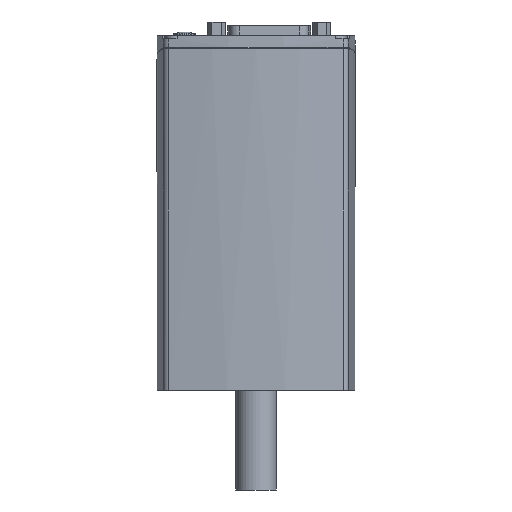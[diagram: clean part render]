
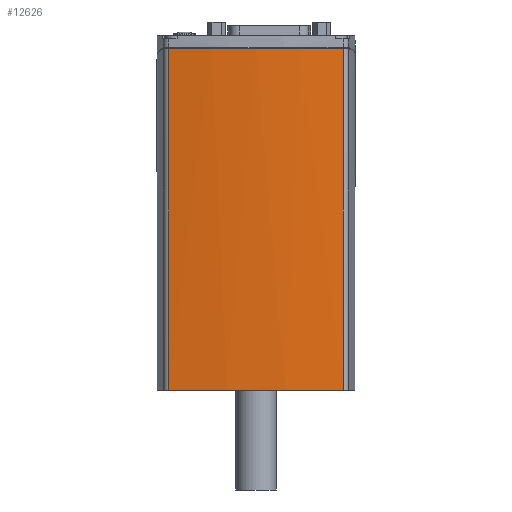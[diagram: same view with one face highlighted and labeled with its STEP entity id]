
A CAD part, left-side view. The second image highlights one B-rep face of the part: STEP entity #12626.
In plain terms, the highlighted cylindrical face has radius 170 mm (diameter 340 mm), a partial arc.
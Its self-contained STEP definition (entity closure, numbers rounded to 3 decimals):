
#239=B_SPLINE_CURVE_WITH_KNOTS('',3,(#23294,#23295,#23296,#23297,#23298,
#23299),.UNSPECIFIED.,.F.,.F.,(4,2,4),(3.561,5.341,
6.145),.UNSPECIFIED.);
#240=B_SPLINE_CURVE_WITH_KNOTS('',3,(#23301,#23302,#23303,#23304,#23305,
#23306),.UNSPECIFIED.,.F.,.F.,(4,2,4),(0.977,1.78,
3.561),.UNSPECIFIED.);
#1399=LINE('',#23399,#2411);
#1402=LINE('',#23406,#2414);
#2411=VECTOR('',#17134,10.);
#2414=VECTOR('',#17145,10.);
#2651=CYLINDRICAL_SURFACE('',#13809,170.);
#3301=FACE_OUTER_BOUND('',#4053,.T.);
#4053=EDGE_LOOP('',(#10935,#10936,#10937,#10938,#10939));
#4571=CIRCLE('',#13777,170.);
#5712=VERTEX_POINT('',#23247);
#5713=VERTEX_POINT('',#23248);
#5727=VERTEX_POINT('',#23292);
#5728=VERTEX_POINT('',#23293);
#5729=VERTEX_POINT('',#23300);
#7436=EDGE_CURVE('',#5712,#5713,#4571,.T.);
#7459=EDGE_CURVE('',#5727,#5728,#239,.T.);
#7460=EDGE_CURVE('',#5729,#5727,#240,.T.);
#7473=EDGE_CURVE('',#5712,#5729,#1399,.T.);
#7476=EDGE_CURVE('',#5713,#5728,#1402,.T.);
#10935=ORIENTED_EDGE('',*,*,#7459,.T.);
#10936=ORIENTED_EDGE('',*,*,#7476,.F.);
#10937=ORIENTED_EDGE('',*,*,#7436,.F.);
#10938=ORIENTED_EDGE('',*,*,#7473,.T.);
#10939=ORIENTED_EDGE('',*,*,#7460,.T.);
#12626=ADVANCED_FACE('',(#3301),#2651,.T.);
#13777=AXIS2_PLACEMENT_3D('',#23249,#17067,#17068);
#13809=AXIS2_PLACEMENT_3D('',#23407,#17146,#17147);
#17067=DIRECTION('center_axis',(0.,0.,
-1.));
#17068=DIRECTION('ref_axis',(1.,0.,0.));
#17134=DIRECTION('',(0.,0.,1.));
#17145=DIRECTION('',(0.,0.,1.));
#17146=DIRECTION('center_axis',(0.,0.,
1.));
#17147=DIRECTION('ref_axis',(-1.,0.,0.));
#23247=CARTESIAN_POINT('',(-29.245,-27.596,9.));
#23248=CARTESIAN_POINT('',(-29.245,27.596,9.));
#23249=CARTESIAN_POINT('Origin',(138.5,0.,
9.));
#23292=CARTESIAN_POINT('',(-31.5,0.,117.2));
#23293=CARTESIAN_POINT('',(-29.245,27.596,117.186));
#23294=CARTESIAN_POINT('Ctrl Pts',(-31.5,0.,
117.2));
#23295=CARTESIAN_POINT('Ctrl Pts',(-31.5,5.934,117.2));
#23296=CARTESIAN_POINT('Ctrl Pts',(-31.169,12.447,117.201));
#23297=CARTESIAN_POINT('Ctrl Pts',(-30.117,21.836,117.195));
#23298=CARTESIAN_POINT('Ctrl Pts',(-29.714,24.748,117.192));
#23299=CARTESIAN_POINT('Ctrl Pts',(-29.245,27.596,117.186));
#23300=CARTESIAN_POINT('',(-29.245,-27.596,117.186));
#23301=CARTESIAN_POINT('Ctrl Pts',(-29.245,-27.596,117.186));
#23302=CARTESIAN_POINT('Ctrl Pts',(-29.714,-24.748,117.192));
#23303=CARTESIAN_POINT('Ctrl Pts',(-30.117,-21.836,
117.195));
#23304=CARTESIAN_POINT('Ctrl Pts',(-31.169,-12.447,
117.201));
#23305=CARTESIAN_POINT('Ctrl Pts',(-31.5,-5.934,
117.2));
#23306=CARTESIAN_POINT('Ctrl Pts',(-31.5,0.,
117.2));
#23399=CARTESIAN_POINT('',(-29.245,-27.596,9.));
#23406=CARTESIAN_POINT('',(-29.245,27.596,9.));
#23407=CARTESIAN_POINT('Origin',(138.5,0.,
9.));
